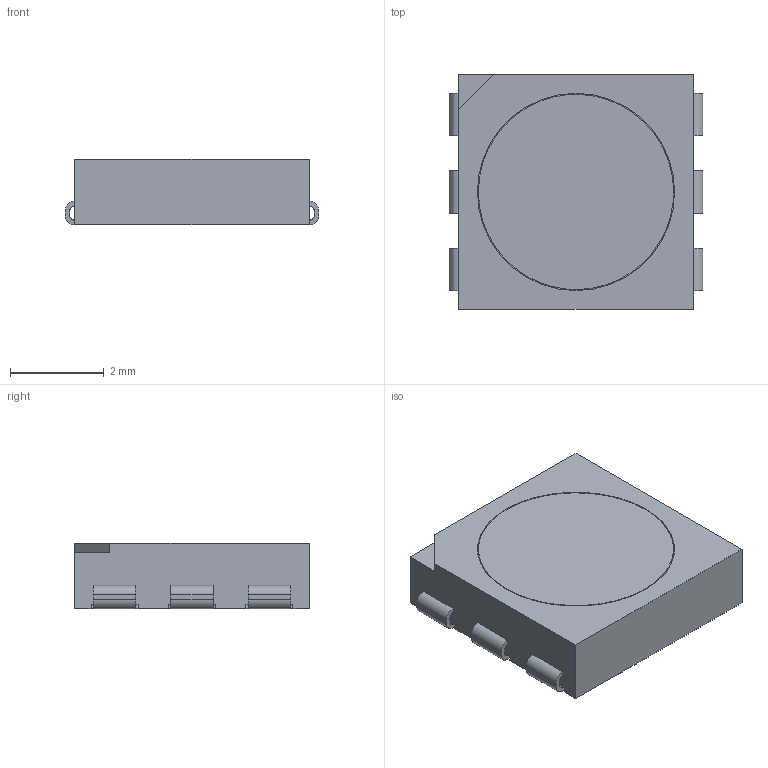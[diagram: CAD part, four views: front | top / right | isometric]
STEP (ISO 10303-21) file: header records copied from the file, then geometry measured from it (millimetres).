
FILE_DESCRIPTION(('FreeCAD Model'),'2;1');
FILE_NAME('Open CASCADE Shape Model','2023-10-15T17:17:29',(''),(''), 'Open CASCADE STEP processor 7.6','FreeCAD','Unknown');
FILE_SCHEMA(('AUTOMOTIVE_DESIGN { 1 0 10303 214 1 1 1 1 }'));
Length unit declared in the file: millimetre
Products named in the file (4): HD108_RGB5050; Lens; PlasticBody; MetalTabs
Assembly tree (3 placements, depth 2):
  HD108_RGB5050
    Lens
    PlasticBody
    MetalTabs
Bounding box: 5.4 x 5 x 1.4 mm (x, y, z)
Volume: 30.5 mm3; surface area: 138.5 mm2
Topology: 8 solids, 8 shells, 113 faces, 282 edges, 188 vertices
Faces by surface type: plane 83, cylinder 27, bspline 3
Full cylindrical faces by diameter (mm): 0.9 x1, 3.8 x1, 4.2 x1
Entity records: 3495 total; most frequent: CARTESIAN_POINT 619, ORIENTED_EDGE 564, DIRECTION 561, EDGE_CURVE 282, LINE 225, VECTOR 225, VERTEX_POINT 188, AXIS2_PLACEMENT_3D 168
